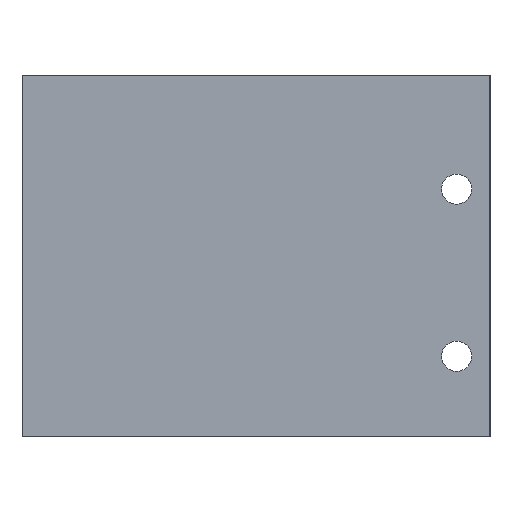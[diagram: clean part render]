
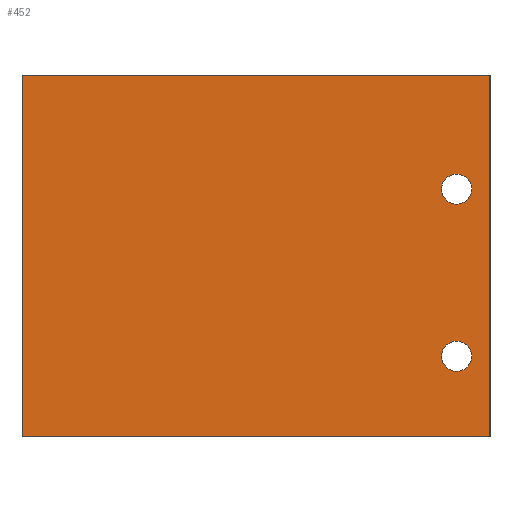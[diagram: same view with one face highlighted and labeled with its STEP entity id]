
A CAD part, left-side view. The second image highlights one B-rep face of the part: STEP entity #452.
In plain terms, the highlighted planar face has unit normal (-1, 0, 0).
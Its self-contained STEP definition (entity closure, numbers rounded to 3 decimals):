
#24=FACE_BOUND('',#96,.T.);
#25=FACE_BOUND('',#97,.T.);
#31=CIRCLE('',#478,2.25);
#35=CIRCLE('',#484,2.25);
#64=FACE_OUTER_BOUND('',#95,.T.);
#95=EDGE_LOOP('',(#395,#396,#397,#398));
#96=EDGE_LOOP('',(#399));
#97=EDGE_LOOP('',(#400));
#131=LINE('',#709,#179);
#142=LINE('',#732,#190);
#147=LINE('',#740,#195);
#148=LINE('',#741,#196);
#179=VECTOR('',#585,10.);
#190=VECTOR('',#606,10.);
#195=VECTOR('',#615,10.);
#196=VECTOR('',#616,10.);
#205=VERTEX_POINT('',#647);
#209=VERTEX_POINT('',#659);
#227=VERTEX_POINT('',#706);
#228=VERTEX_POINT('',#708);
#234=VERTEX_POINT('',#729);
#235=VERTEX_POINT('',#731);
#249=EDGE_CURVE('',#205,#205,#31,.T.);
#255=EDGE_CURVE('',#209,#209,#35,.T.);
#279=EDGE_CURVE('',#228,#227,#131,.T.);
#290=EDGE_CURVE('',#234,#235,#142,.T.);
#295=EDGE_CURVE('',#234,#228,#147,.T.);
#296=EDGE_CURVE('',#235,#227,#148,.T.);
#395=ORIENTED_EDGE('',*,*,#295,.T.);
#396=ORIENTED_EDGE('',*,*,#279,.T.);
#397=ORIENTED_EDGE('',*,*,#296,.F.);
#398=ORIENTED_EDGE('',*,*,#290,.F.);
#399=ORIENTED_EDGE('',*,*,#249,.T.);
#400=ORIENTED_EDGE('',*,*,#255,.T.);
#430=PLANE('',#500);
#452=ADVANCED_FACE('',(#64,#24,#25),#430,.T.);
#478=AXIS2_PLACEMENT_3D('',#648,#531,#532);
#484=AXIS2_PLACEMENT_3D('',#660,#545,#546);
#500=AXIS2_PLACEMENT_3D('',#739,#613,#614);
#531=DIRECTION('center_axis',(1.,0.,0.));
#532=DIRECTION('ref_axis',(0.,-1.,0.));
#545=DIRECTION('center_axis',(1.,0.,0.));
#546=DIRECTION('ref_axis',(0.,-1.,0.));
#585=DIRECTION('',(0.,0.,1.));
#606=DIRECTION('',(0.,0.,1.));
#613=DIRECTION('center_axis',(-1.,0.,0.));
#614=DIRECTION('ref_axis',(0.,-1.,0.));
#615=DIRECTION('',(0.,-1.,0.));
#616=DIRECTION('',(0.,-1.,0.));
#647=CARTESIAN_POINT('',(0.,7.25,37.));
#648=CARTESIAN_POINT('Origin',(0.,5.,37.));
#659=CARTESIAN_POINT('',(0.,7.25,12.));
#660=CARTESIAN_POINT('Origin',(0.,5.,12.));
#706=CARTESIAN_POINT('',(0.,0.,54.));
#708=CARTESIAN_POINT('',(0.,0.,0.));
#709=CARTESIAN_POINT('',(0.,0.,0.));
#729=CARTESIAN_POINT('',(0.,70.,0.));
#731=CARTESIAN_POINT('',(0.,70.,54.));
#732=CARTESIAN_POINT('',(0.,70.,0.));
#739=CARTESIAN_POINT('Origin',(0.,70.,0.));
#740=CARTESIAN_POINT('',(0.,70.,0.));
#741=CARTESIAN_POINT('',(0.,70.,54.));
